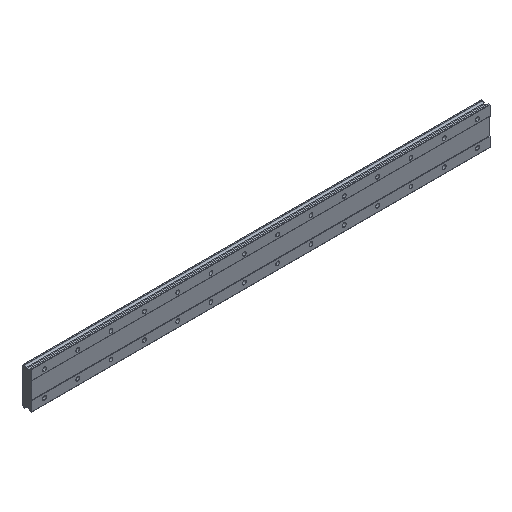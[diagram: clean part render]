
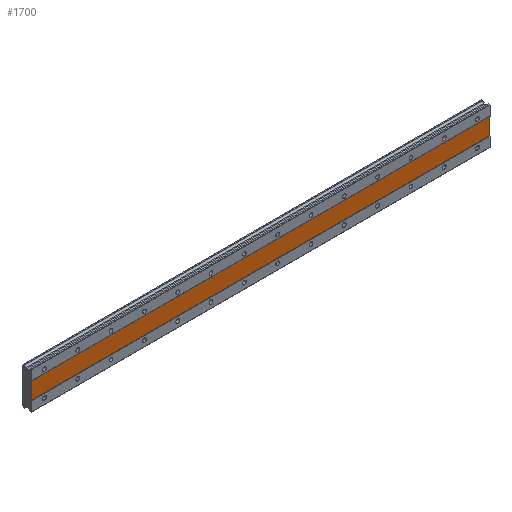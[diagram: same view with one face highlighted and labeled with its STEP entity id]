
A CAD part, isometric view. The second image highlights one B-rep face of the part: STEP entity #1700.
In plain terms, the highlighted planar face has unit normal (0, -1, 0).
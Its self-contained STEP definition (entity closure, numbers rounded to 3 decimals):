
#144 = CARTESIAN_POINT ( 'NONE',  ( 1070., 1., 20. ) ) ;
#306 = VECTOR ( 'NONE', #1508, 1000. ) ;
#532 = LINE ( 'NONE', #144, #2956 ) ;
#682 = CARTESIAN_POINT ( 'NONE',  ( 1070., 1., -20. ) ) ;
#689 = LINE ( 'NONE', #4462, #4610 ) ;
#710 = CARTESIAN_POINT ( 'NONE',  ( -30., 1., 44.91 ) ) ;
#899 = CARTESIAN_POINT ( 'NONE',  ( 1070., 1., -20. ) ) ;
#927 = VECTOR ( 'NONE', #1454, 1000. ) ;
#1129 = EDGE_LOOP ( 'NONE', ( #3925, #1419, #1273, #3477 ) ) ;
#1233 = DIRECTION ( 'NONE',  ( 0., 1., 0. ) ) ;
#1273 = ORIENTED_EDGE ( 'NONE', *, *, #1402, .F. ) ;
#1402 = EDGE_CURVE ( 'NONE', #4453, #5480, #532, .T. ) ;
#1419 = ORIENTED_EDGE ( 'NONE', *, *, #2267, .F. ) ;
#1454 = DIRECTION ( 'NONE',  ( 0., 0., -1. ) ) ;
#1508 = DIRECTION ( 'NONE',  ( -1., 0., 0. ) ) ;
#1586 = VERTEX_POINT ( 'NONE', #899 ) ;
#1649 = CARTESIAN_POINT ( 'NONE',  ( 1070., 1., 20. ) ) ;
#1700 = ADVANCED_FACE ( 'NONE', ( #3365 ), #5403, .F. ) ;
#2139 = CARTESIAN_POINT ( 'NONE',  ( 1070., 1., 20. ) ) ;
#2227 = VERTEX_POINT ( 'NONE', #5361 ) ;
#2267 = EDGE_CURVE ( 'NONE', #5480, #1586, #689, .T. ) ;
#2422 = DIRECTION ( 'NONE',  ( 0., 0., -1. ) ) ;
#2679 = EDGE_CURVE ( 'NONE', #1586, #2227, #4873, .T. ) ;
#2683 = EDGE_CURVE ( 'NONE', #4453, #2227, #4044, .T. ) ;
#2782 = CARTESIAN_POINT ( 'NONE',  ( -30., 1., 20. ) ) ;
#2876 = DIRECTION ( 'NONE',  ( 0., 0., 1. ) ) ;
#2924 = AXIS2_PLACEMENT_3D ( 'NONE', #1649, #1233, #2876 ) ;
#2956 = VECTOR ( 'NONE', #3506, 1000. ) ;
#3365 = FACE_OUTER_BOUND ( 'NONE', #1129, .T. ) ;
#3477 = ORIENTED_EDGE ( 'NONE', *, *, #2683, .T. ) ;
#3506 = DIRECTION ( 'NONE',  ( 1., 0., 0. ) ) ;
#3925 = ORIENTED_EDGE ( 'NONE', *, *, #2679, .F. ) ;
#4044 = LINE ( 'NONE', #710, #927 ) ;
#4453 = VERTEX_POINT ( 'NONE', #2782 ) ;
#4462 = CARTESIAN_POINT ( 'NONE',  ( 1070., 1., 44.91 ) ) ;
#4610 = VECTOR ( 'NONE', #2422, 1000. ) ;
#4873 = LINE ( 'NONE', #682, #306 ) ;
#5361 = CARTESIAN_POINT ( 'NONE',  ( -30., 1., -20. ) ) ;
#5403 = PLANE ( 'NONE',  #2924 ) ;
#5480 = VERTEX_POINT ( 'NONE', #2139 ) ;
